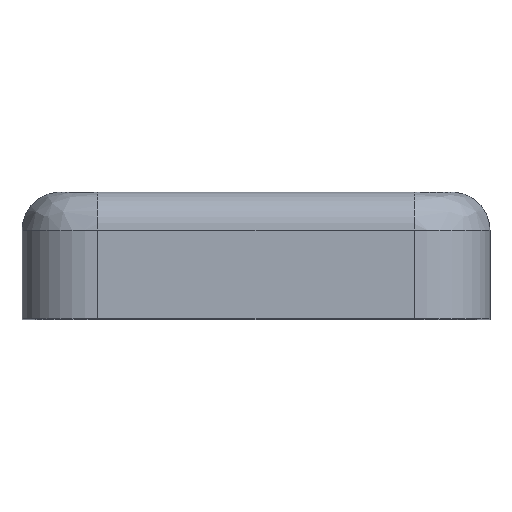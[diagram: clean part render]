
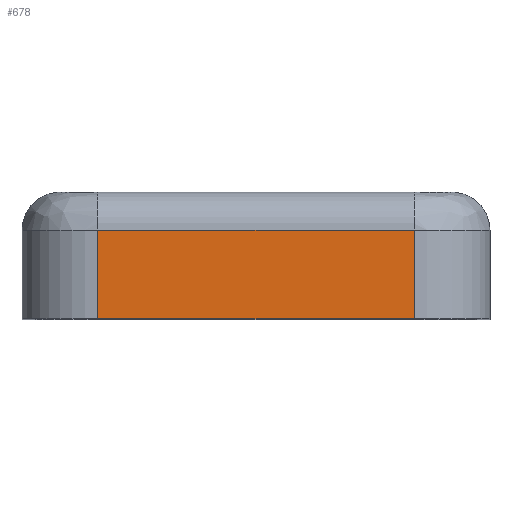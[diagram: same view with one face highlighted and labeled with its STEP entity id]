
A CAD part, top view. The second image highlights one B-rep face of the part: STEP entity #678.
In plain terms, the highlighted planar face has unit normal (0, 0, 1).
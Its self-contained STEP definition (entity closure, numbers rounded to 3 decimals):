
#20 = CARTESIAN_POINT ( 'NONE',  ( 2.5, -0.6, 5.4 ) ) ;
#117 = ORIENTED_EDGE ( 'NONE', *, *, #1404, .F. ) ;
#118 = CARTESIAN_POINT ( 'NONE',  ( 2.5, 0., 5.4 ) ) ;
#143 = ORIENTED_EDGE ( 'NONE', *, *, #967, .F. ) ;
#183 = CARTESIAN_POINT ( 'NONE',  ( -2.5, -2., 5.4 ) ) ;
#300 = ORIENTED_EDGE ( 'NONE', *, *, #1610, .T. ) ;
#437 = VECTOR ( 'NONE', #890, 1000. ) ;
#621 = LINE ( 'NONE', #2173, #1758 ) ;
#642 = DIRECTION ( 'NONE',  ( 0., 0., 1. ) ) ;
#678 = ADVANCED_FACE ( 'NONE', ( #2082 ), #813, .T. ) ;
#717 = CARTESIAN_POINT ( 'NONE',  ( -2.5, -0.6, 5.4 ) ) ;
#781 = EDGE_CURVE ( 'NONE', #1430, #1253, #621, .T. ) ;
#806 = CARTESIAN_POINT ( 'NONE',  ( 2.5, -2., 5.4 ) ) ;
#813 = PLANE ( 'NONE',  #2275 ) ;
#890 = DIRECTION ( 'NONE',  ( 1., 0., 0. ) ) ;
#967 = EDGE_CURVE ( 'NONE', #1957, #1253, #1340, .T. ) ;
#980 = DIRECTION ( 'NONE',  ( 0., 1., 0. ) ) ;
#997 = DIRECTION ( 'NONE',  ( 0., -1., 0. ) ) ;
#999 = VERTEX_POINT ( 'NONE', #20 ) ;
#1160 = EDGE_LOOP ( 'NONE', ( #117, #1449, #143, #300 ) ) ;
#1253 = VERTEX_POINT ( 'NONE', #1343 ) ;
#1339 = LINE ( 'NONE', #118, #1701 ) ;
#1340 = LINE ( 'NONE', #183, #2068 ) ;
#1343 = CARTESIAN_POINT ( 'NONE',  ( -2.5, -2., 5.4 ) ) ;
#1404 = EDGE_CURVE ( 'NONE', #1430, #999, #2086, .T. ) ;
#1430 = VERTEX_POINT ( 'NONE', #1727 ) ;
#1449 = ORIENTED_EDGE ( 'NONE', *, *, #781, .T. ) ;
#1458 = DIRECTION ( 'NONE',  ( 0., -1., 0. ) ) ;
#1610 = EDGE_CURVE ( 'NONE', #1957, #999, #1339, .T. ) ;
#1701 = VECTOR ( 'NONE', #980, 1000. ) ;
#1727 = CARTESIAN_POINT ( 'NONE',  ( -2.5, -0.6, 5.4 ) ) ;
#1758 = VECTOR ( 'NONE', #1458, 1000. ) ;
#1957 = VERTEX_POINT ( 'NONE', #806 ) ;
#2068 = VECTOR ( 'NONE', #2250, 1000. ) ;
#2082 = FACE_OUTER_BOUND ( 'NONE', #1160, .T. ) ;
#2086 = LINE ( 'NONE', #717, #437 ) ;
#2173 = CARTESIAN_POINT ( 'NONE',  ( -2.5, 0., 5.4 ) ) ;
#2247 = CARTESIAN_POINT ( 'NONE',  ( -2.5, 0., 5.4 ) ) ;
#2250 = DIRECTION ( 'NONE',  ( -1., 0., 0. ) ) ;
#2275 = AXIS2_PLACEMENT_3D ( 'NONE', #2247, #642, #997 ) ;
